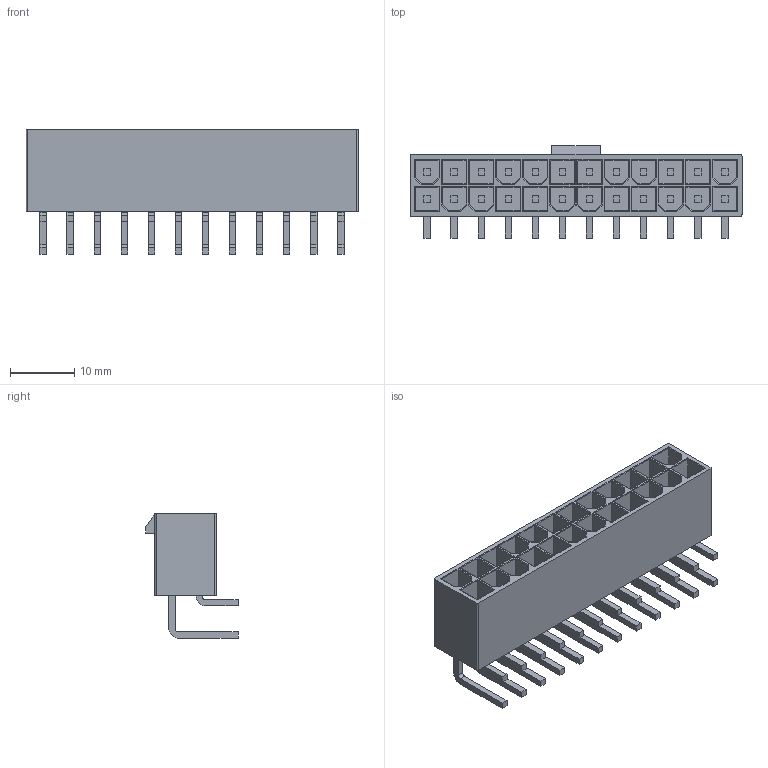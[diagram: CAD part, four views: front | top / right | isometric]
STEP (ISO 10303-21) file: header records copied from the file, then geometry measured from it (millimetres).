
FILE_DESCRIPTION(/* description */ (''),/* implementation_level */ '2;1');
FILE_NAME(/* name */ 'ATX Connector 24pin 90deg.stp',/* time_stamp */ '2023-03-14T11:54:17+03:00',/* author */ ('is.basalaev'),/* organization */ (''),/* preprocessor_version */ 'ST-DEVELOPER v19.2',/* originating_system */ 'Autodesk Inventor 2023',/* authorisation */ '');
FILE_SCHEMA (('AUTOMOTIVE_DESIGN { 1 0 10303 214 3 1 1 }'));
Length unit declared in the file: millimetre
Products named in the file (1): ATX Connector 24pin 90deg
Bounding box: 51.5 x 14.3 x 19.3 mm (x, y, z)
Volume: 3779.9 mm3; surface area: 7751.7 mm2
Topology: 25 solids, 25 shells, 519 faces, 1213 edges, 768 vertices
Faces by surface type: plane 347, cylinder 172
Entity records: 14592 total; most frequent: CARTESIAN_POINT 2501, DIRECTION 2477, ORIENTED_EDGE 2426, EDGE_CURVE 1213, LINE 989, VECTOR 989, VERTEX_POINT 768, AXIS2_PLACEMENT_3D 744
